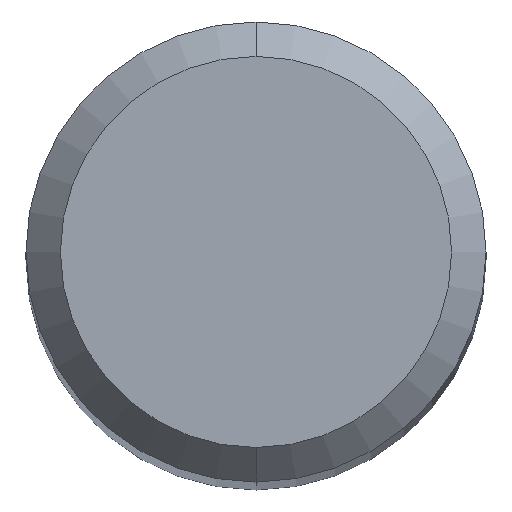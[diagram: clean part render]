
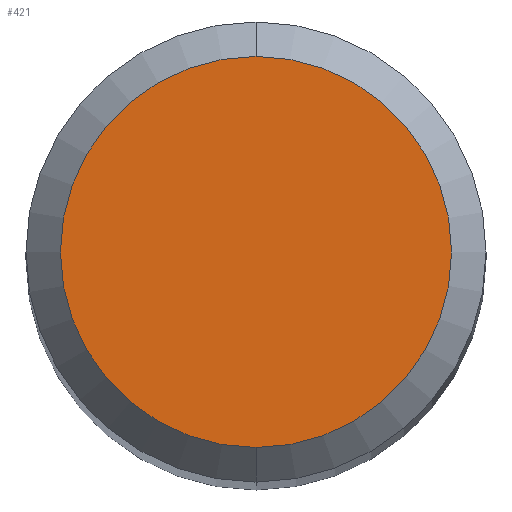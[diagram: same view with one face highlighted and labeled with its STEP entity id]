
A CAD part, top view. The second image highlights one B-rep face of the part: STEP entity #421.
In plain terms, the highlighted planar face has unit normal (0, 0, 1).
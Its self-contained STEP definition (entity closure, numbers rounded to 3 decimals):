
#421=ADVANCED_FACE('',(#1200),#1201,.T.);
#589=EDGE_CURVE('',#701,#825,#1380,.T.);
#701=VERTEX_POINT('',#1505);
#825=VERTEX_POINT('',#1641);
#951=EDGE_CURVE('',#825,#701,#1776,.T.);
#1200=FACE_OUTER_BOUND('',#2059,.T.);
#1201=PLANE('',#2060);
#1380=CIRCLE('',#2538,1.7);
#1505=CARTESIAN_POINT('',(0.0,1.7,0.0));
#1641=CARTESIAN_POINT('',(0.,-1.7,0.0));
#1776=CIRCLE('',#4140,1.7);
#2059=EDGE_LOOP('',(#5149,#5150));
#2060=AXIS2_PLACEMENT_3D('',#5151,#5152,#5153);
#2538=AXIS2_PLACEMENT_3D('',#5355,#5356,#5357);
#4140=AXIS2_PLACEMENT_3D('',#5779,#5780,#5781);
#5149=ORIENTED_EDGE('',*,*,#589,.F.);
#5150=ORIENTED_EDGE('',*,*,#951,.F.);
#5151=CARTESIAN_POINT('',(0.0,0.85,0.0));
#5152=DIRECTION('',(-0.0,0.0,1.0));
#5153=DIRECTION('',(0.0,-1.0,0.0));
#5355=CARTESIAN_POINT('',(0.0,0.0,0.0));
#5356=DIRECTION('',(0.0,0.0,-1.0));
#5357=DIRECTION('',(0.0,1.0,0.0));
#5779=CARTESIAN_POINT('',(0.0,0.0,0.0));
#5780=DIRECTION('',(0.0,0.0,-1.0));
#5781=DIRECTION('',(0.0,1.0,0.0));
